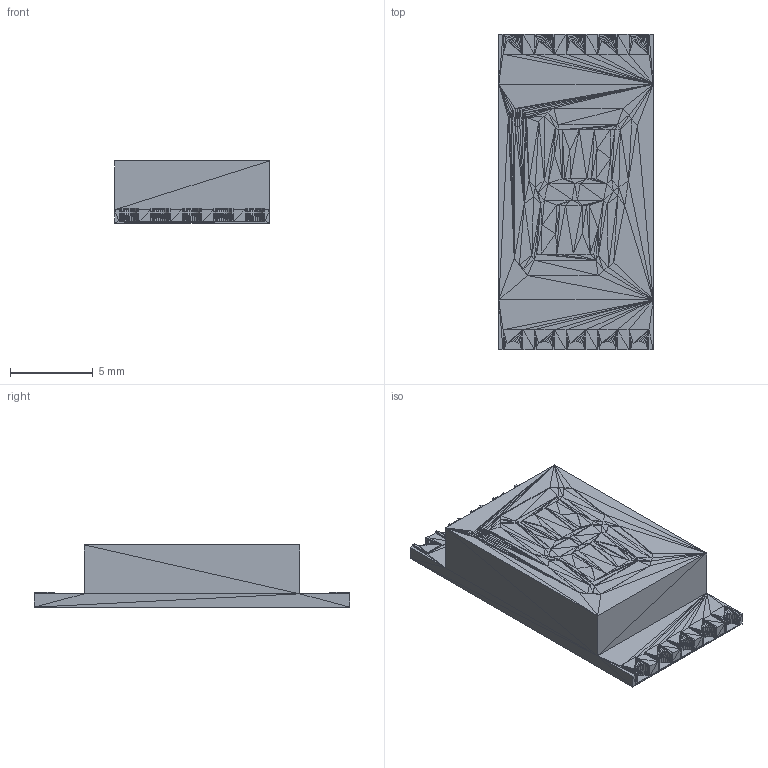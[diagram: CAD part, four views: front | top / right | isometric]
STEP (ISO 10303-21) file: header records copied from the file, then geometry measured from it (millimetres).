
FILE_DESCRIPTION((''),'2;1');
FILE_NAME('SUNLed-XZFABBA10A', '2025-06-26T07:25:20', (''), (''), 'ImageToStl.com STEP Converter','', '');
FILE_SCHEMA(('AUTOMOTIVE_DESIGN_CC2'));
Length unit declared in the file: metre
Products named in the file (1): product0
Bounding box: 9.3 x 19 x 3.75 mm (x, y, z)
Surface area: 589.7 mm2 (no closed solid volume)
Topology: 0 solids, 1721 shells, 1721 faces, 5127 edges, 730 vertices
Faces by surface type: plane 1721
Entity records: 39350 total; most frequent: DIRECTION 8607, ORIENTED_EDGE 5163, EDGE_CURVE 5163, LINE 5163, VECTOR 5163, AXIS2_PLACEMENT_3D 1722, FACE_SURFACE 1721, PLANE 1721
